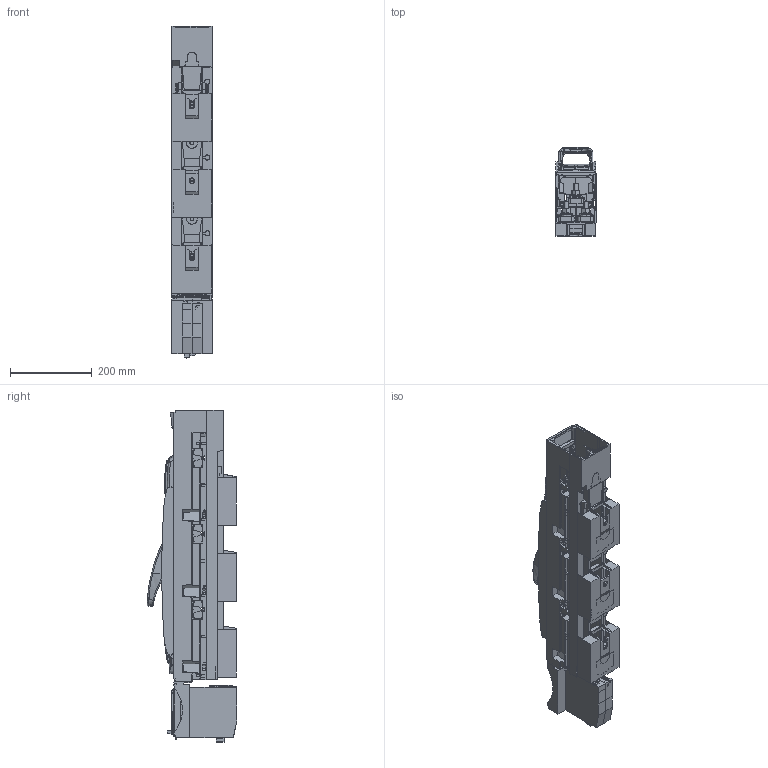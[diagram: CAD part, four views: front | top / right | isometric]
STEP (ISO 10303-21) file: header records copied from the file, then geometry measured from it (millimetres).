
FILE_DESCRIPTION((''),'2;1');
FILE_NAME('1SEP622699R0001','2023-03-24T11:06:52',('20724'),(''),'CREO PARAMETRIC BY PTC INC, 2016390','CREO PARAMETRIC BY PTC INC, 2016390','');
FILE_SCHEMA(('AUTOMOTIVE_DESIGN { 1 0 10303 214 1 1 1 1 }'));
Products named in the file (1): 1SEP622699R0001
Bounding box: 99.51 x 218.19 x 809.94 mm (x, y, z)
Surface area: 988782.4 mm2 (no closed solid volume)
Topology: 0 solids, 328 shells, 3297 faces, 13248 edges, 10181 vertices
Faces by surface type: plane 2268, cylinder 475, bspline 378, cone 98, torus 57, extrusion 21
Entity records: 298204 total; most frequent: CARTESIAN_POINT 155498, ORIENTED_EDGE 20461, DIRECTION 16799, EDGE_CURVE 13235, PRESENTATION_STYLE_ASSIGNMENT 12050, STYLED_ITEM 11589, CURVE_STYLE 10569, VERTEX_POINT 10181
